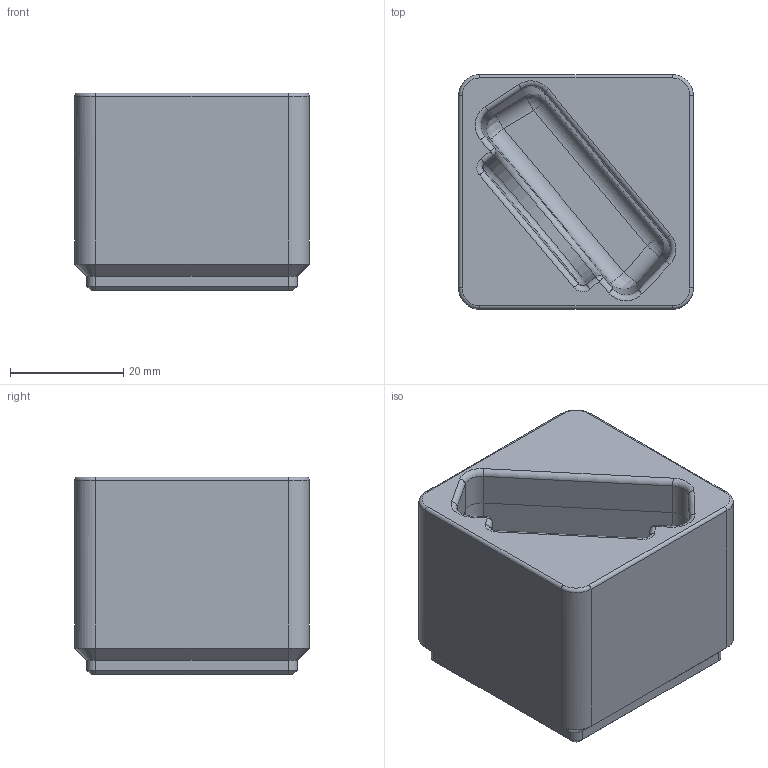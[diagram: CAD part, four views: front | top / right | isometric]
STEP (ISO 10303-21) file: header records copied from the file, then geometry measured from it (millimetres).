
FILE_DESCRIPTION(('FreeCAD Model'),'2;1');
FILE_NAME('Open CASCADE Shape Model','2023-05-13T00:14:13',(''),(''), 'Open CASCADE STEP processor 7.6','FreeCAD','Unknown');
FILE_SCHEMA(('AUTOMOTIVE_DESIGN { 1 0 10303 214 1 1 1 1 }'));
Length unit declared in the file: millimetre
Products named in the file (1): holder
Bounding box: 41.5 x 41.5 x 35 mm (x, y, z)
Volume: 40867.4 mm3; surface area: 11815.6 mm2
Topology: 1 solids, 1 shells, 128 faces, 283 edges, 162 vertices
Faces by surface type: cylinder 53, plane 37, bspline 14, cone 12, torus 10, sphere 2
Entity records: 8915 total; most frequent: CARTESIAN_POINT 2954, DIRECTION 1020, ORIENTED_EDGE 568, PCURVE 568, DEFINITIONAL_REPRESENTATION 568, LINE 502, VECTOR 502, EDGE_CURVE 284
